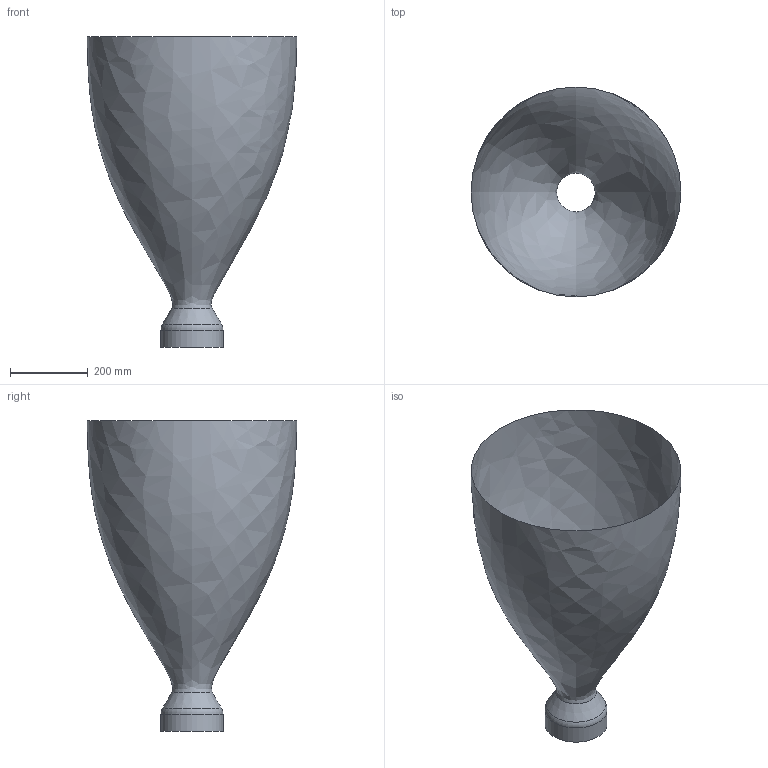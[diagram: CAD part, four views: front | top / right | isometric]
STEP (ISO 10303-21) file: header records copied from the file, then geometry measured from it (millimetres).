
FILE_DESCRIPTION(/* description */ (''),/* implementation_level */ '2;1');
FILE_NAME(/* name */ 'rocket_engine_mesh_SF10percent.step',/* time_stamp */ '2024-07-29T13:15:38+02:00',/* author */ (''),/* organization */ (''),/* preprocessor_version */ 'ST-DEVELOPER v20',/* originating_system */ 'Autodesk Translation Framework v13.14.0.145',/* authorisation */ '');
FILE_SCHEMA (('AUTOMOTIVE_DESIGN { 1 0 10303 214 3 1 1 }'));
Length unit declared in the file: millimetre
Products named in the file (1): (Unsaved)
Bounding box: 540 x 540 x 800 mm (x, y, z)
Surface area: 942402.4 mm2 (no closed solid volume)
Topology: 0 solids, 1 shells, 4 faces, 10 edges, 6 vertices
Faces by surface type: cylinder 1, torus 1, cone 1, bspline 1
Full cylindrical faces by diameter (mm): 160 x1
Entity records: 349 total; most frequent: CARTESIAN_POINT 219, DIRECTION 24, ORIENTED_EDGE 18, AXIS2_PLACEMENT_3D 11, EDGE_CURVE 10, CIRCLE 7, VERTEX_POINT 6, FACE_OUTER_BOUND 4
